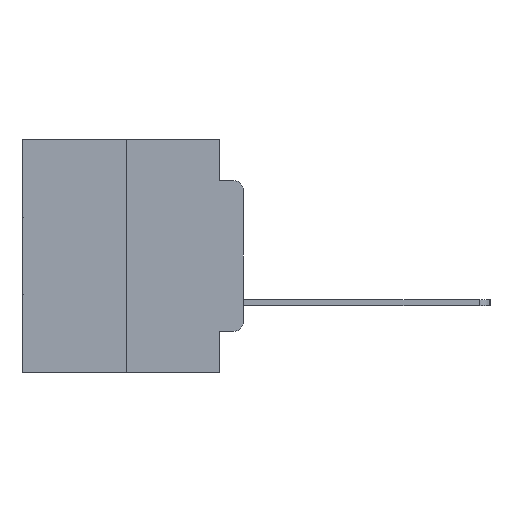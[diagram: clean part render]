
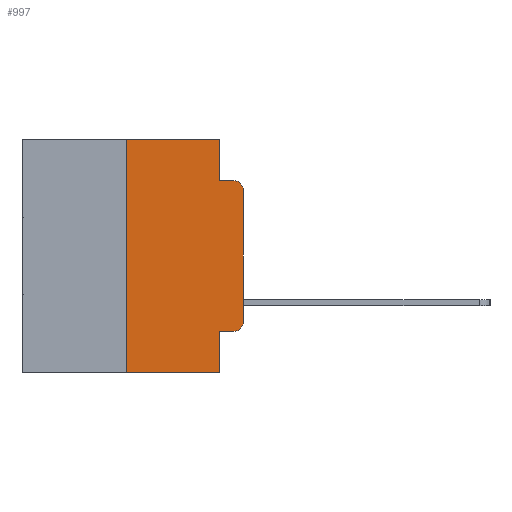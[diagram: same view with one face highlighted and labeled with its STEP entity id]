
A CAD part, left-side view. The second image highlights one B-rep face of the part: STEP entity #997.
In plain terms, the highlighted planar face has unit normal (-1, 0, 0).
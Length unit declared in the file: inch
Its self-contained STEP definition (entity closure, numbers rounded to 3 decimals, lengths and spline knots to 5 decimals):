
#427 = EDGE_CURVE ( 'NONE', #24607, #3061, #9099, .T. ) ;
#544 = VERTEX_POINT ( 'NONE', #18124 ) ;
#997 = ADVANCED_FACE ( 'NONE', ( #17029 ), #1932, .F. ) ;
#1055 = ORIENTED_EDGE ( 'NONE', *, *, #15020, .T. ) ;
#1907 = CARTESIAN_POINT ( 'NONE',  ( 0., 0., -0.1085 ) ) ;
#1932 = PLANE ( 'NONE',  #19201 ) ;
#1967 = EDGE_CURVE ( 'NONE', #7107, #24607, #26750, .T. ) ;
#1990 = DIRECTION ( 'NONE',  ( 0., -1., 0. ) ) ;
#2869 = DIRECTION ( 'NONE',  ( 0., -1., 0. ) ) ;
#3061 = VERTEX_POINT ( 'NONE', #4357 ) ;
#4213 = VECTOR ( 'NONE', #1990, 39.37008 ) ;
#4357 = CARTESIAN_POINT ( 'NONE',  ( 0., 0., -0.3915 ) ) ;
#4946 = EDGE_CURVE ( 'NONE', #7107, #21273, #13985, .T. ) ;
#5324 = VERTEX_POINT ( 'NONE', #1907 ) ;
#5585 = ORIENTED_EDGE ( 'NONE', *, *, #17813, .T. ) ;
#6006 = CARTESIAN_POINT ( 'NONE',  ( 0., 0.051, -0.4115 ) ) ;
#6025 = CARTESIAN_POINT ( 'NONE',  ( 0., 0.051, 0. ) ) ;
#6426 = VECTOR ( 'NONE', #13681, 39.37008 ) ;
#7107 = VERTEX_POINT ( 'NONE', #21710 ) ;
#7111 = LINE ( 'NONE', #11549, #6426 ) ;
#7121 = CARTESIAN_POINT ( 'NONE',  ( 0., 0.051, 0. ) ) ;
#7158 = CARTESIAN_POINT ( 'NONE',  ( 0., 0.02, -0.4115 ) ) ;
#7873 = EDGE_CURVE ( 'NONE', #10007, #21249, #7111, .T. ) ;
#8135 = CARTESIAN_POINT ( 'NONE',  ( 0., 0.051, -0.5 ) ) ;
#8170 = VERTEX_POINT ( 'NONE', #10875 ) ;
#9099 = CIRCLE ( 'NONE', #21673, 0.02 ) ;
#9103 = CARTESIAN_POINT ( 'NONE',  ( 0., 0., 0. ) ) ;
#9303 = EDGE_CURVE ( 'NONE', #22641, #8170, #19282, .T. ) ;
#9467 = CARTESIAN_POINT ( 'NONE',  ( 0., 0.25, -0.5 ) ) ;
#9486 = CARTESIAN_POINT ( 'NONE',  ( 0., 0.02, -0.1085 ) ) ;
#9821 = DIRECTION ( 'NONE',  ( 0., -1., 0. ) ) ;
#10007 = VERTEX_POINT ( 'NONE', #9467 ) ;
#10875 = CARTESIAN_POINT ( 'NONE',  ( 0., 0.051, -0.0885 ) ) ;
#11231 = DIRECTION ( 'NONE',  ( 0., 0., 1. ) ) ;
#11497 = LINE ( 'NONE', #9103, #22034 ) ;
#11549 = CARTESIAN_POINT ( 'NONE',  ( 0., 0.25, 0. ) ) ;
#11645 = DIRECTION ( 'NONE',  ( 0., 0., -1. ) ) ;
#11658 = ORIENTED_EDGE ( 'NONE', *, *, #1967, .T. ) ;
#12174 = EDGE_CURVE ( 'NONE', #8170, #544, #21838, .T. ) ;
#12643 = ORIENTED_EDGE ( 'NONE', *, *, #12174, .F. ) ;
#12801 = CARTESIAN_POINT ( 'NONE',  ( 0., 0.051, -0.0885 ) ) ;
#12932 = LINE ( 'NONE', #24519, #25376 ) ;
#13169 = DIRECTION ( 'NONE',  ( 1., 0., 0. ) ) ;
#13191 = DIRECTION ( 'NONE',  ( 0., 0., -1. ) ) ;
#13284 = DIRECTION ( 'NONE',  ( -1., 0., 0. ) ) ;
#13310 = VECTOR ( 'NONE', #19791, 39.37008 ) ;
#13681 = DIRECTION ( 'NONE',  ( 0., 0., 1. ) ) ;
#13722 = CARTESIAN_POINT ( 'NONE',  ( 0., 0.02, -0.3915 ) ) ;
#13972 = ORIENTED_EDGE ( 'NONE', *, *, #24159, .F. ) ;
#13985 = LINE ( 'NONE', #7121, #13310 ) ;
#14387 = VECTOR ( 'NONE', #26956, 39.37008 ) ;
#14541 = CARTESIAN_POINT ( 'NONE',  ( 0., 0.473, 0. ) ) ;
#14877 = CARTESIAN_POINT ( 'NONE',  ( 0., 0.473, -0.5 ) ) ;
#15020 = EDGE_CURVE ( 'NONE', #5324, #544, #19343, .T. ) ;
#15308 = ORIENTED_EDGE ( 'NONE', *, *, #7873, .F. ) ;
#15382 = EDGE_CURVE ( 'NONE', #10007, #21273, #21318, .T. ) ;
#15670 = VECTOR ( 'NONE', #2869, 39.37008 ) ;
#15754 = VECTOR ( 'NONE', #19059, 39.37008 ) ;
#16726 = AXIS2_PLACEMENT_3D ( 'NONE', #9486, #24195, #11645 ) ;
#17029 = FACE_OUTER_BOUND ( 'NONE', #19720, .T. ) ;
#17813 = EDGE_CURVE ( 'NONE', #3061, #5324, #11497, .T. ) ;
#18124 = CARTESIAN_POINT ( 'NONE',  ( 0., 0.02, -0.0885 ) ) ;
#18238 = ORIENTED_EDGE ( 'NONE', *, *, #9303, .F. ) ;
#19059 = DIRECTION ( 'NONE',  ( 0., -1., 0. ) ) ;
#19201 = AXIS2_PLACEMENT_3D ( 'NONE', #14541, #13169, #13191 ) ;
#19282 = LINE ( 'NONE', #6025, #14387 ) ;
#19343 = CIRCLE ( 'NONE', #16726, 0.02 ) ;
#19720 = EDGE_LOOP ( 'NONE', ( #5585, #1055, #12643, #18238, #13972, #15308, #20859, #22195, #11658, #23497 ) ) ;
#19791 = DIRECTION ( 'NONE',  ( 0., 0., -1. ) ) ;
#20859 = ORIENTED_EDGE ( 'NONE', *, *, #15382, .T. ) ;
#21249 = VERTEX_POINT ( 'NONE', #24878 ) ;
#21267 = CARTESIAN_POINT ( 'NONE',  ( 0., 0.051, 0. ) ) ;
#21273 = VERTEX_POINT ( 'NONE', #8135 ) ;
#21318 = LINE ( 'NONE', #14877, #15754 ) ;
#21673 = AXIS2_PLACEMENT_3D ( 'NONE', #13722, #13284, #22263 ) ;
#21710 = CARTESIAN_POINT ( 'NONE',  ( 0., 0.051, -0.4115 ) ) ;
#21838 = LINE ( 'NONE', #12801, #4213 ) ;
#22034 = VECTOR ( 'NONE', #11231, 39.37008 ) ;
#22195 = ORIENTED_EDGE ( 'NONE', *, *, #4946, .F. ) ;
#22263 = DIRECTION ( 'NONE',  ( 0., 0., -1. ) ) ;
#22641 = VERTEX_POINT ( 'NONE', #21267 ) ;
#23497 = ORIENTED_EDGE ( 'NONE', *, *, #427, .T. ) ;
#24159 = EDGE_CURVE ( 'NONE', #21249, #22641, #12932, .T. ) ;
#24195 = DIRECTION ( 'NONE',  ( -1., 0., 0. ) ) ;
#24519 = CARTESIAN_POINT ( 'NONE',  ( 0., 0.473, 0. ) ) ;
#24607 = VERTEX_POINT ( 'NONE', #7158 ) ;
#24878 = CARTESIAN_POINT ( 'NONE',  ( 0., 0.25, 0. ) ) ;
#25376 = VECTOR ( 'NONE', #9821, 39.37008 ) ;
#26750 = LINE ( 'NONE', #6006, #15670 ) ;
#26956 = DIRECTION ( 'NONE',  ( 0., 0., -1. ) ) ;
